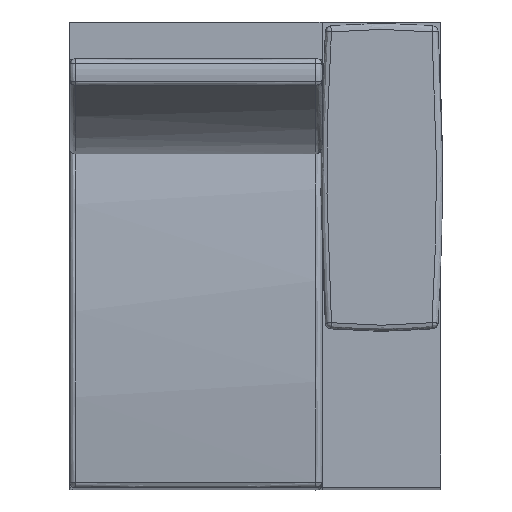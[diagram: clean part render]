
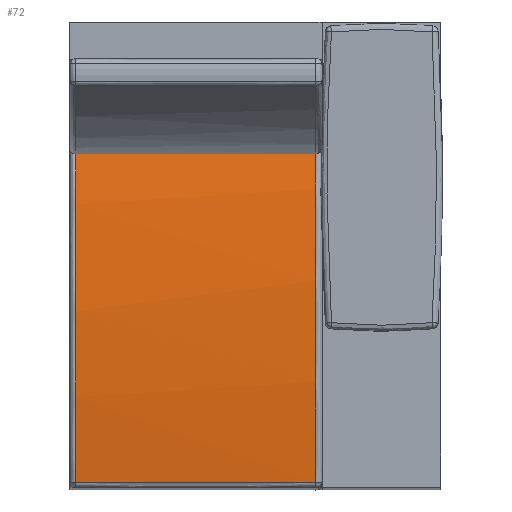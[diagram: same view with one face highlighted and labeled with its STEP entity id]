
A CAD part, top view. The second image highlights one B-rep face of the part: STEP entity #72.
In plain terms, the highlighted free-form (B-spline) face has degree [1, 2] with [2, 3] control points.
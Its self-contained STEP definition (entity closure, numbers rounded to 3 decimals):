
#72=ADVANCED_FACE($,(#187),#1145,.T.);
#187=FACE_OUTER_BOUND($,#302,.T.);
#302=EDGE_LOOP($,(#527,#528,#529,#530));
#527=ORIENTED_EDGE($,*,*,#884,.T.);
#528=ORIENTED_EDGE($,*,*,#885,.F.);
#529=ORIENTED_EDGE($,*,*,#886,.T.);
#530=ORIENTED_EDGE($,*,*,#887,.T.);
#884=EDGE_CURVE($,#1074,#1075,#1330,.T.);
#885=EDGE_CURVE($,#1076,#1075,#1331,.T.);
#886=EDGE_CURVE($,#1076,#1077,#1332,.T.);
#887=EDGE_CURVE($,#1077,#1074,#1333,.T.);
#1074=VERTEX_POINT($,#2600);
#1075=VERTEX_POINT($,#2601);
#1076=VERTEX_POINT($,#2602);
#1077=VERTEX_POINT($,#2603);
#1145=(
BOUNDED_SURFACE()
B_SPLINE_SURFACE(1,2,((#2230,#2231,#2232),(#2233,#2234,#2235)),.UNSPECIFIED.,
.F.,.F.,.F.)
B_SPLINE_SURFACE_WITH_KNOTS((2,2),(3,3),(20.,816.412),
(-870.503,-119.266),.UNSPECIFIED.)
GEOMETRIC_REPRESENTATION_ITEM()
RATIONAL_B_SPLINE_SURFACE(((0.999,0.978,1.),
(0.999,0.978,1.)))
REPRESENTATION_ITEM($)
SURFACE()
);
#1330=(
BOUNDED_CURVE()
B_SPLINE_CURVE(3,(#2076,#2077,#2078,#2079,#2080,#2081,#2082,#2083,#2084,
#2085,#2086),.UNSPECIFIED.,.F.,.F.)
B_SPLINE_CURVE_WITH_KNOTS((4,1,1,1,1,1,1,1,4),(14.444,160.814,
324.79,488.971,650.381,811.19,973.54,
1134.482,1288.252),.UNSPECIFIED.)
CURVE()
GEOMETRIC_REPRESENTATION_ITEM()
RATIONAL_B_SPLINE_CURVE((1.,1.,1.,1.,1.,1.,1.,1.,1.,1.,1.))
REPRESENTATION_ITEM($)
);
#1331=(
BOUNDED_CURVE()
B_SPLINE_CURVE(3,(#2087,#2088,#2089,#2090),.UNSPECIFIED.,.F.,.F.)
B_SPLINE_CURVE_WITH_KNOTS((4,4),(20.,816.412),.UNSPECIFIED.)
CURVE()
GEOMETRIC_REPRESENTATION_ITEM()
RATIONAL_B_SPLINE_CURVE((1.,1.,1.,1.))
REPRESENTATION_ITEM($)
);
#1332=(
BOUNDED_CURVE()
B_SPLINE_CURVE(3,(#2091,#2092,#2093,#2094,#2095,#2096,#2097,#2098,#2099,
#2100,#2101),.UNSPECIFIED.,.F.,.F.)
B_SPLINE_CURVE_WITH_KNOTS((4,1,1,1,1,1,1,1,4),(12.804,156.571,
317.412,479.685,640.443,801.827,966.006,
1130.007,1286.612),.UNSPECIFIED.)
CURVE()
GEOMETRIC_REPRESENTATION_ITEM()
RATIONAL_B_SPLINE_CURVE((1.,1.,1.,1.,1.,1.,1.,1.,1.,1.,1.))
REPRESENTATION_ITEM($)
);
#1333=(
BOUNDED_CURVE()
B_SPLINE_CURVE(3,(#2102,#2103,#2104,#2105),.UNSPECIFIED.,.F.,.F.)
B_SPLINE_CURVE_WITH_KNOTS((4,4),(20.,816.412),.UNSPECIFIED.)
CURVE()
GEOMETRIC_REPRESENTATION_ITEM()
RATIONAL_B_SPLINE_CURVE((1.,1.,1.,1.))
REPRESENTATION_ITEM($)
);
#2076=CARTESIAN_POINT($,(69979.016,-18116.846,371.731));
#2077=CARTESIAN_POINT($,(69979.016,-18068.144,377.486));
#2078=CARTESIAN_POINT($,(69979.016,-17964.651,387.744));
#2079=CARTESIAN_POINT($,(69979.016,-17805.9,397.093));
#2080=CARTESIAN_POINT($,(69979.016,-17641.85,399.789));
#2081=CARTESIAN_POINT($,(69979.016,-17478.889,395.566));
#2082=CARTESIAN_POINT($,(69979.016,-17316.853,384.496));
#2083=CARTESIAN_POINT($,(69979.016,-17155.585,366.49));
#2084=CARTESIAN_POINT($,(69979.016,-16997.573,341.82));
#2085=CARTESIAN_POINT($,(69979.016,-16894.127,321.042));
#2086=CARTESIAN_POINT($,(69979.016,-16843.822,309.801));
#2087=CARTESIAN_POINT($,(69182.604,-16843.822,309.801));
#2088=CARTESIAN_POINT($,(69448.075,-16843.822,309.801));
#2089=CARTESIAN_POINT($,(69713.546,-16843.822,309.801));
#2090=CARTESIAN_POINT($,(69979.016,-16843.822,309.801));
#2091=CARTESIAN_POINT($,(69182.604,-16843.822,309.801));
#2092=CARTESIAN_POINT($,(69182.604,-16890.854,320.311));
#2093=CARTESIAN_POINT($,(69182.604,-16990.948,340.562));
#2094=CARTESIAN_POINT($,(69182.604,-17145.523,365.13));
#2095=CARTESIAN_POINT($,(69182.604,-17306.666,383.565));
#2096=CARTESIAN_POINT($,(69182.604,-17468.62,395.069));
#2097=CARTESIAN_POINT($,(69182.604,-17631.544,399.728));
#2098=CARTESIAN_POINT($,(69182.604,-17795.6,397.468));
#2099=CARTESIAN_POINT($,(69182.604,-17957.808,388.345));
#2100=CARTESIAN_POINT($,(69182.604,-18064.739,377.889));
#2101=CARTESIAN_POINT($,(69182.604,-18116.846,371.731));
#2102=CARTESIAN_POINT($,(69182.604,-18116.846,371.731));
#2103=CARTESIAN_POINT($,(69448.075,-18116.846,371.731));
#2104=CARTESIAN_POINT($,(69713.546,-18116.846,371.731));
#2105=CARTESIAN_POINT($,(69979.016,-18116.846,371.731));
#2230=CARTESIAN_POINT($,(69182.604,-18116.846,371.731));
#2231=CARTESIAN_POINT($,(69182.604,-17465.46,448.711));
#2232=CARTESIAN_POINT($,(69182.604,-16843.822,309.801));
#2233=CARTESIAN_POINT($,(69979.016,-18116.846,371.731));
#2234=CARTESIAN_POINT($,(69979.016,-17465.46,448.711));
#2235=CARTESIAN_POINT($,(69979.016,-16843.822,309.801));
#2600=CARTESIAN_POINT($,(69979.016,-18116.846,371.731));
#2601=CARTESIAN_POINT($,(69979.016,-16843.822,309.801));
#2602=CARTESIAN_POINT($,(69182.604,-16843.822,309.801));
#2603=CARTESIAN_POINT($,(69182.604,-18116.846,371.731));
